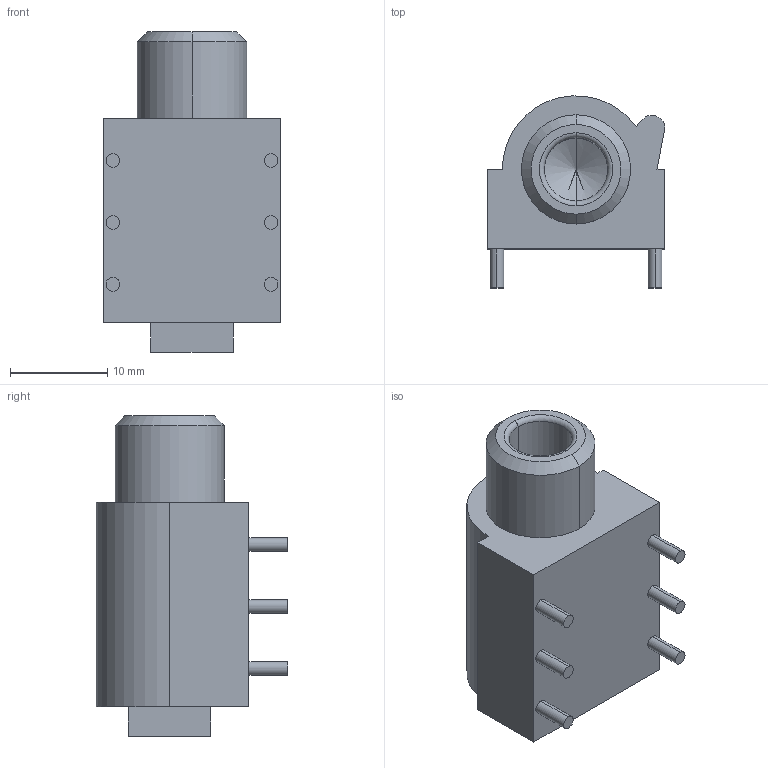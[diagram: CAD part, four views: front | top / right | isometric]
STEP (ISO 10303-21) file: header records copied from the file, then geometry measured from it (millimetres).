
FILE_DESCRIPTION((''),'2;1');
FILE_NAME('D-NMJ6HFD2','2009-05-04T',('odo'),(''),'PRO/ENGINEER BY PARAMETRIC TECHNOLOGY CORPORATION, 2007460','PRO/ENGINEER BY PARAMETRIC TECHNOLOGY CORPORATION, 2007460','');
FILE_SCHEMA(('CONFIG_CONTROL_DESIGN'));
Length unit declared in the file: millimetre
Products named in the file (1): D-NMJ6HFD2
Bounding box: 18.2 x 19.69 x 32.85 mm (x, y, z)
Volume: 5282.3 mm3; surface area: 2959.9 mm2
Topology: 1 solids, 1 shells, 45 faces, 107 edges, 71 vertices
Faces by surface type: plane 21, cylinder 18, cone 4, torus 2
Entity records: 1347 total; most frequent: DIRECTION 241, CARTESIAN_POINT 221, ORIENTED_EDGE 210, EDGE_CURVE 105, AXIS2_PLACEMENT_3D 91, VERTEX_POINT 71, VECTOR 59, LINE 59
